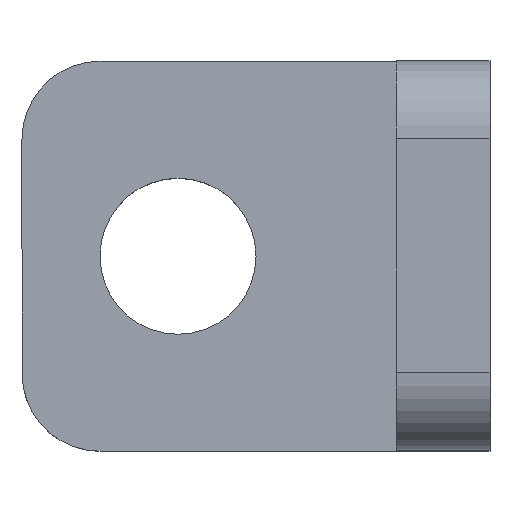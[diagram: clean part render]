
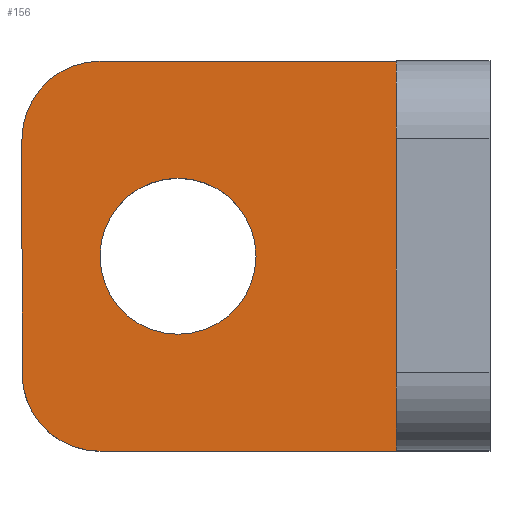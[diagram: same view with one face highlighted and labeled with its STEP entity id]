
A CAD part, top view. The second image highlights one B-rep face of the part: STEP entity #156.
In plain terms, the highlighted planar face has unit normal (0, 0, 1).
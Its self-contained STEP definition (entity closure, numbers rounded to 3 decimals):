
#3 = ORIENTED_EDGE ( 'NONE', *, *, #306, .T. ) ;
#16 = CARTESIAN_POINT ( 'NONE',  ( 2., 2.5, 1.2 ) ) ;
#25 = VERTEX_POINT ( 'NONE', #166 ) ;
#29 = VECTOR ( 'NONE', #199, 1000. ) ;
#31 = EDGE_LOOP ( 'NONE', ( #168, #524 ) ) ;
#36 = ORIENTED_EDGE ( 'NONE', *, *, #332, .T. ) ;
#40 = AXIS2_PLACEMENT_3D ( 'NONE', #16, #239, #103 ) ;
#47 = CIRCLE ( 'NONE', #557, 1. ) ;
#58 = CARTESIAN_POINT ( 'NONE',  ( 1., 0., 1.2 ) ) ;
#61 = LINE ( 'NONE', #58, #329 ) ;
#65 = CARTESIAN_POINT ( 'NONE',  ( 4.8, 5., 1.2 ) ) ;
#71 = CARTESIAN_POINT ( 'NONE',  ( 1., 4., 1.2 ) ) ;
#93 = CARTESIAN_POINT ( 'NONE',  ( 1., 1., 1.2 ) ) ;
#103 = DIRECTION ( 'NONE',  ( 1., 0., 0. ) ) ;
#108 = CARTESIAN_POINT ( 'NONE',  ( 1., 5., 1.2 ) ) ;
#115 = FACE_BOUND ( 'NONE', #31, .T. ) ;
#126 = VERTEX_POINT ( 'NONE', #222 ) ;
#133 = PLANE ( 'NONE',  #171 ) ;
#143 = VERTEX_POINT ( 'NONE', #177 ) ;
#154 = AXIS2_PLACEMENT_3D ( 'NONE', #483, #572, #442 ) ;
#156 = ADVANCED_FACE ( 'NONE', ( #409, #115 ), #133, .F. ) ;
#161 = DIRECTION ( 'NONE',  ( -1., 0., 0. ) ) ;
#166 = CARTESIAN_POINT ( 'NONE',  ( 1., 0., 1.2 ) ) ;
#167 = LINE ( 'NONE', #108, #29 ) ;
#168 = ORIENTED_EDGE ( 'NONE', *, *, #342, .F. ) ;
#170 = CARTESIAN_POINT ( 'NONE',  ( 4.8, 0., 1.2 ) ) ;
#171 = AXIS2_PLACEMENT_3D ( 'NONE', #454, #264, #227 ) ;
#177 = CARTESIAN_POINT ( 'NONE',  ( 1., 2.5, 1.2 ) ) ;
#190 = DIRECTION ( 'NONE',  ( -1., 0., 0. ) ) ;
#194 = LINE ( 'NONE', #547, #575 ) ;
#195 = ORIENTED_EDGE ( 'NONE', *, *, #586, .T. ) ;
#199 = DIRECTION ( 'NONE',  ( -1., 0., 0. ) ) ;
#222 = CARTESIAN_POINT ( 'NONE',  ( 0., 4., 1.2 ) ) ;
#227 = DIRECTION ( 'NONE',  ( -1., 0., 0. ) ) ;
#231 = DIRECTION ( 'NONE',  ( 0., -1., 0. ) ) ;
#234 = VERTEX_POINT ( 'NONE', #424 ) ;
#238 = CARTESIAN_POINT ( 'NONE',  ( 1., 5., 1.2 ) ) ;
#239 = DIRECTION ( 'NONE',  ( 0., 0., 1. ) ) ;
#254 = DIRECTION ( 'NONE',  ( 0., 1., 0. ) ) ;
#264 = DIRECTION ( 'NONE',  ( 0., 0., -1. ) ) ;
#281 = EDGE_CURVE ( 'NONE', #234, #25, #294, .T. ) ;
#294 = CIRCLE ( 'NONE', #480, 1. ) ;
#306 = EDGE_CURVE ( 'NONE', #126, #234, #194, .T. ) ;
#317 = ORIENTED_EDGE ( 'NONE', *, *, #386, .T. ) ;
#329 = VECTOR ( 'NONE', #515, 1000. ) ;
#330 = ORIENTED_EDGE ( 'NONE', *, *, #281, .T. ) ;
#332 = EDGE_CURVE ( 'NONE', #489, #354, #167, .T. ) ;
#340 = CARTESIAN_POINT ( 'NONE',  ( 4.8, 0., 1.2 ) ) ;
#342 = EDGE_CURVE ( 'NONE', #143, #375, #560, .T. ) ;
#354 = VERTEX_POINT ( 'NONE', #238 ) ;
#375 = VERTEX_POINT ( 'NONE', #378 ) ;
#378 = CARTESIAN_POINT ( 'NONE',  ( 3., 2.5, 1.2 ) ) ;
#386 = EDGE_CURVE ( 'NONE', #25, #540, #61, .T. ) ;
#409 = FACE_OUTER_BOUND ( 'NONE', #471, .T. ) ;
#424 = CARTESIAN_POINT ( 'NONE',  ( 0., 1., 1.2 ) ) ;
#438 = LINE ( 'NONE', #340, #543 ) ;
#442 = DIRECTION ( 'NONE',  ( 1., 0., 0. ) ) ;
#454 = CARTESIAN_POINT ( 'NONE',  ( 1., 4., 1.2 ) ) ;
#456 = CIRCLE ( 'NONE', #154, 1. ) ;
#471 = EDGE_LOOP ( 'NONE', ( #317, #195, #36, #496, #3, #330 ) ) ;
#472 = DIRECTION ( 'NONE',  ( 0., 0., 1. ) ) ;
#480 = AXIS2_PLACEMENT_3D ( 'NONE', #93, #472, #190 ) ;
#483 = CARTESIAN_POINT ( 'NONE',  ( 2., 2.5, 1.2 ) ) ;
#489 = VERTEX_POINT ( 'NONE', #65 ) ;
#496 = ORIENTED_EDGE ( 'NONE', *, *, #499, .T. ) ;
#499 = EDGE_CURVE ( 'NONE', #354, #126, #47, .T. ) ;
#515 = DIRECTION ( 'NONE',  ( 1., 0., 0. ) ) ;
#516 = EDGE_CURVE ( 'NONE', #375, #143, #456, .T. ) ;
#524 = ORIENTED_EDGE ( 'NONE', *, *, #516, .F. ) ;
#540 = VERTEX_POINT ( 'NONE', #170 ) ;
#543 = VECTOR ( 'NONE', #254, 1000. ) ;
#547 = CARTESIAN_POINT ( 'NONE',  ( 0., 1., 1.2 ) ) ;
#557 = AXIS2_PLACEMENT_3D ( 'NONE', #71, #566, #161 ) ;
#560 = CIRCLE ( 'NONE', #40, 1. ) ;
#566 = DIRECTION ( 'NONE',  ( 0., 0., 1. ) ) ;
#572 = DIRECTION ( 'NONE',  ( 0., 0., 1. ) ) ;
#575 = VECTOR ( 'NONE', #231, 1000. ) ;
#586 = EDGE_CURVE ( 'NONE', #540, #489, #438, .T. ) ;
